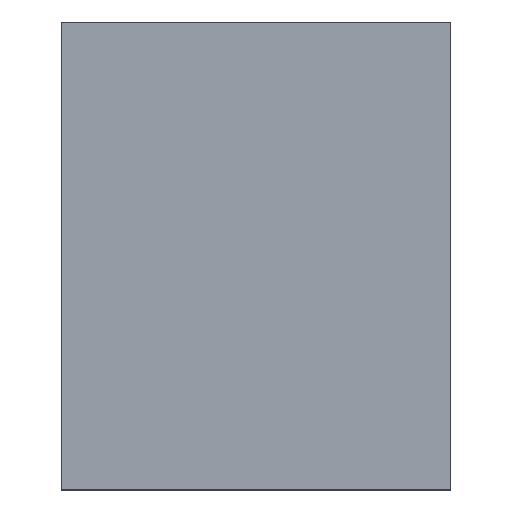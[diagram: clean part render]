
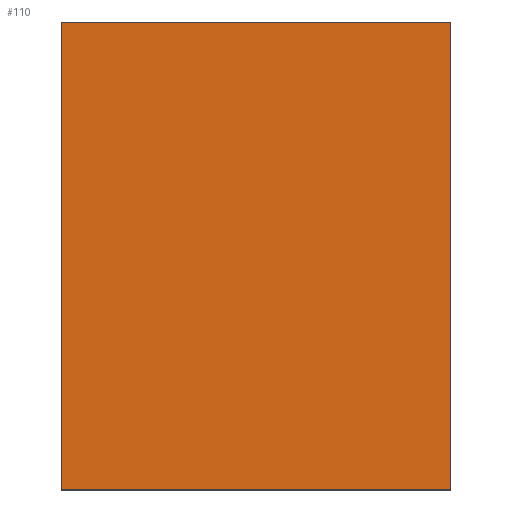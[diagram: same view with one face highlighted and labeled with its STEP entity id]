
A CAD part, top view. The second image highlights one B-rep face of the part: STEP entity #110.
In plain terms, the highlighted planar face has unit normal (0, 0, 1).
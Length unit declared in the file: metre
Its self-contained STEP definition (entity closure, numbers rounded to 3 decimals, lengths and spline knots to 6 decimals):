
#36=ORIENTED_EDGE('',*,*,#46,.F.);
#37=ORIENTED_EDGE('',*,*,#50,.T.);
#38=ORIENTED_EDGE('',*,*,#53,.T.);
#39=ORIENTED_EDGE('',*,*,#55,.F.);
#46=EDGE_CURVE('',#58,#59,#66,.T.);
#50=EDGE_CURVE('',#58,#61,#70,.T.);
#53=EDGE_CURVE('',#61,#63,#73,.T.);
#55=EDGE_CURVE('',#59,#63,#75,.T.);
#58=VERTEX_POINT('',#165);
#59=VERTEX_POINT('',#167);
#61=VERTEX_POINT('',#173);
#63=VERTEX_POINT('',#179);
#66=LINE('',#166,#78);
#70=LINE('',#174,#82);
#73=LINE('',#180,#85);
#75=LINE('',#183,#87);
#78=VECTOR('',#139,1.);
#82=VECTOR('',#145,1.);
#85=VECTOR('',#150,1.);
#87=VECTOR('',#154,1.);
#92=EDGE_LOOP('',(#36,#37,#38,#39));
#98=FACE_BOUND('',#92,.T.);
#104=PLANE('',#131);
#110=ADVANCED_FACE('',(#98),#104,.T.);
#131=AXIS2_PLACEMENT_3D('',#184,#155,#156);
#139=DIRECTION('',(-1.,0.,0.));
#145=DIRECTION('',(0.,1.,0.));
#150=DIRECTION('',(-1.,0.,0.));
#154=DIRECTION('',(0.,1.,0.));
#155=DIRECTION('',(0.,0.,1.));
#156=DIRECTION('',(1.,0.,0.));
#165=CARTESIAN_POINT('',(0.00075,-0.0009,0.00065));
#166=CARTESIAN_POINT('',(0.,-0.0009,0.00065));
#167=CARTESIAN_POINT('',(-0.00075,-0.0009,0.00065));
#173=CARTESIAN_POINT('',(0.00075,0.0009,0.00065));
#174=CARTESIAN_POINT('',(0.00075,0.,0.00065));
#179=CARTESIAN_POINT('',(-0.00075,0.0009,0.00065));
#180=CARTESIAN_POINT('',(0.,0.0009,0.00065));
#183=CARTESIAN_POINT('',(-0.00075,0.,0.00065));
#184=CARTESIAN_POINT('',(0.,0.,0.00065));
